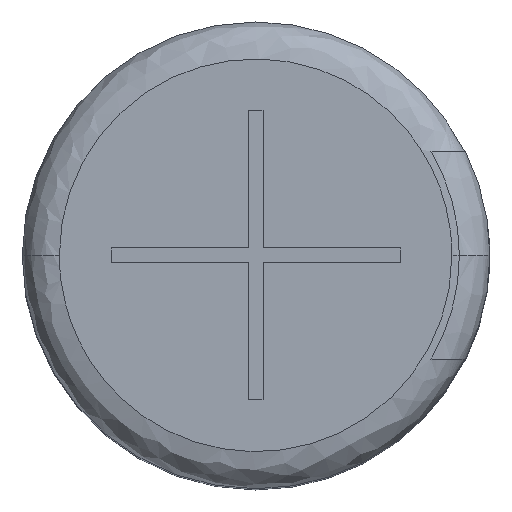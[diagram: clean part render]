
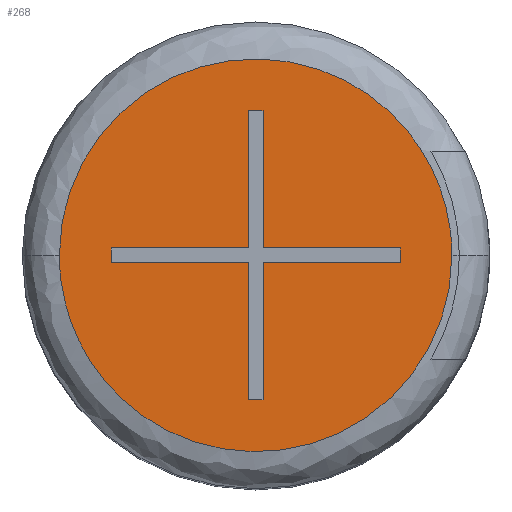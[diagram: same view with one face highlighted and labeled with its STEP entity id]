
A CAD part, top view. The second image highlights one B-rep face of the part: STEP entity #268.
In plain terms, the highlighted planar face has unit normal (0, 0, 1).
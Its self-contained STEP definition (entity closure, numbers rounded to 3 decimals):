
#30 = ORIENTED_EDGE ( 'NONE', *, *, #1177, .F. ) ;
#32 = CARTESIAN_POINT ( 'NONE',  ( 1.95, 0.1, 11. ) ) ;
#47 = EDGE_CURVE ( 'NONE', #582, #1549, #3042, .T. ) ;
#68 = VECTOR ( 'NONE', #1435, 1000. ) ;
#70 = ORIENTED_EDGE ( 'NONE', *, *, #103, .F. ) ;
#72 = LINE ( 'NONE', #396, #1291 ) ;
#75 = VERTEX_POINT ( 'NONE', #2480 ) ;
#95 = LINE ( 'NONE', #2883, #1632 ) ;
#103 = EDGE_CURVE ( 'NONE', #1877, #1325, #496, .T. ) ;
#155 = VECTOR ( 'NONE', #2413, 1000. ) ;
#191 = EDGE_CURVE ( 'NONE', #75, #3331, #1007, .T. ) ;
#207 = CARTESIAN_POINT ( 'NONE',  ( -0.1, 0., 11. ) ) ;
#230 = CARTESIAN_POINT ( 'NONE',  ( 0., 1.95, 11. ) ) ;
#235 = VECTOR ( 'NONE', #1096, 1000. ) ;
#246 = EDGE_CURVE ( 'NONE', #950, #381, #95, .T. ) ;
#268 = ADVANCED_FACE ( 'NONE', ( #882, #667 ), #3273, .F. ) ;
#312 = CARTESIAN_POINT ( 'NONE',  ( 0.1, 0.1, 11. ) ) ;
#381 = VERTEX_POINT ( 'NONE', #2516 ) ;
#396 = CARTESIAN_POINT ( 'NONE',  ( 0.1, 0., 11. ) ) ;
#404 = EDGE_CURVE ( 'NONE', #3019, #3183, #2576, .T. ) ;
#406 = LINE ( 'NONE', #2525, #235 ) ;
#418 = ORIENTED_EDGE ( 'NONE', *, *, #3346, .F. ) ;
#423 = VERTEX_POINT ( 'NONE', #32 ) ;
#474 = CARTESIAN_POINT ( 'NONE',  ( 2.65, 0., 11. ) ) ;
#496 = LINE ( 'NONE', #3561, #926 ) ;
#550 = DIRECTION ( 'NONE',  ( -1., 0., 0. ) ) ;
#572 = CARTESIAN_POINT ( 'NONE',  ( 1.95, -0.1, 11. ) ) ;
#579 = CARTESIAN_POINT ( 'NONE',  ( 2.65, 0., 11. ) ) ;
#582 = VERTEX_POINT ( 'NONE', #2631 ) ;
#667 = FACE_OUTER_BOUND ( 'NONE', #2740, .T. ) ;
#785 = EDGE_CURVE ( 'NONE', #1064, #950, #3513, .T. ) ;
#820 = CARTESIAN_POINT ( 'NONE',  ( 1.95, 0., 11. ) ) ;
#848 = ORIENTED_EDGE ( 'NONE', *, *, #404, .F. ) ;
#866 = CARTESIAN_POINT ( 'NONE',  ( -0.1, -0.1, 11. ) ) ;
#867 = VERTEX_POINT ( 'NONE', #312 ) ;
#882 = FACE_BOUND ( 'NONE', #972, .T. ) ;
#884 = ORIENTED_EDGE ( 'NONE', *, *, #1590, .F. ) ;
#896 = LINE ( 'NONE', #207, #155 ) ;
#926 = VECTOR ( 'NONE', #1072, 1000. ) ;
#938 = LINE ( 'NONE', #820, #68 ) ;
#950 = VERTEX_POINT ( 'NONE', #2858 ) ;
#954 = ORIENTED_EDGE ( 'NONE', *, *, #1032, .F. ) ;
#972 = EDGE_LOOP ( 'NONE', ( #70, #30, #1133, #884, #3429, #1826, #418, #2762, #2235, #954, #2423, #1018 ) ) ;
#1007 = LINE ( 'NONE', #1480, #1232 ) ;
#1018 = ORIENTED_EDGE ( 'NONE', *, *, #1351, .F. ) ;
#1032 = EDGE_CURVE ( 'NONE', #867, #1064, #1162, .T. ) ;
#1062 = DIRECTION ( 'NONE',  ( 1., 0., 0. ) ) ;
#1064 = VERTEX_POINT ( 'NONE', #1834 ) ;
#1072 = DIRECTION ( 'NONE',  ( 1., 0., 0. ) ) ;
#1091 = CARTESIAN_POINT ( 'NONE',  ( -2.65, 0., 11. ) ) ;
#1096 = DIRECTION ( 'NONE',  ( -1., 0., 0. ) ) ;
#1122 = CARTESIAN_POINT ( 'NONE',  ( -2.65, 0., 11. ) ) ;
#1133 = ORIENTED_EDGE ( 'NONE', *, *, #47, .F. ) ;
#1157 = CARTESIAN_POINT ( 'NONE',  ( 2.65, 0., 11. ) ) ;
#1162 = LINE ( 'NONE', #1173, #2466 ) ;
#1173 = CARTESIAN_POINT ( 'NONE',  ( 0.1, 0., 11. ) ) ;
#1177 = EDGE_CURVE ( 'NONE', #1549, #1877, #72, .T. ) ;
#1232 = VECTOR ( 'NONE', #1238, 1000. ) ;
#1238 = DIRECTION ( 'NONE',  ( 1., 0., 0. ) ) ;
#1291 = VECTOR ( 'NONE', #2688, 1000. ) ;
#1325 = VERTEX_POINT ( 'NONE', #572 ) ;
#1351 = EDGE_CURVE ( 'NONE', #1325, #423, #938, .T. ) ;
#1369 = VECTOR ( 'NONE', #1062, 1000. ) ;
#1435 = DIRECTION ( 'NONE',  ( 0., 1., 0. ) ) ;
#1460 = DIRECTION ( 'NONE',  ( -1., 0., 0. ) ) ;
#1480 = CARTESIAN_POINT ( 'NONE',  ( 0., -0.1, 11. ) ) ;
#1549 = VERTEX_POINT ( 'NONE', #2021 ) ;
#1590 = EDGE_CURVE ( 'NONE', #3331, #582, #896, .T. ) ;
#1632 = VECTOR ( 'NONE', #3509, 1000. ) ;
#1704 = CARTESIAN_POINT ( 'NONE',  ( 2.65, -5.3, 11. ) ) ;
#1797 = CARTESIAN_POINT ( 'NONE',  ( -1.95, 0.1, 11. ) ) ;
#1826 = ORIENTED_EDGE ( 'NONE', *, *, #3094, .F. ) ;
#1834 = CARTESIAN_POINT ( 'NONE',  ( 0.1, 1.95, 11. ) ) ;
#1877 = VERTEX_POINT ( 'NONE', #3396 ) ;
#2021 = CARTESIAN_POINT ( 'NONE',  ( 0.1, -1.95, 11. ) ) ;
#2119 = DIRECTION ( 'NONE',  ( 0., -1., 0. ) ) ;
#2145 = DIRECTION ( 'NONE',  ( 0., 1., 0. ) ) ;
#2215 = CARTESIAN_POINT ( 'NONE',  ( 2.65, 5.3, 11. ) ) ;
#2235 = ORIENTED_EDGE ( 'NONE', *, *, #785, .F. ) ;
#2284 = DIRECTION ( 'NONE',  ( 0., 1., 0. ) ) ;
#2413 = DIRECTION ( 'NONE',  ( 0., -1., 0. ) ) ;
#2423 = ORIENTED_EDGE ( 'NONE', *, *, #2736, .F. ) ;
#2438 = CARTESIAN_POINT ( 'NONE',  ( 0., 0., 11. ) ) ;
#2466 = VECTOR ( 'NONE', #2284, 1000. ) ;
#2480 = CARTESIAN_POINT ( 'NONE',  ( -1.95, -0.1, 11. ) ) ;
#2483 = LINE ( 'NONE', #3113, #3128 ) ;
#2516 = CARTESIAN_POINT ( 'NONE',  ( -0.1, 0.1, 11. ) ) ;
#2525 = CARTESIAN_POINT ( 'NONE',  ( 0., 0.1, 11. ) ) ;
#2536 = CARTESIAN_POINT ( 'NONE',  ( -2.65, -5.3, 11. ) ) ;
#2576 =( BOUNDED_CURVE ( )  B_SPLINE_CURVE ( 3, ( #1091, #2806, #2215, #579 ),
 .UNSPECIFIED., .F., .T. ) 
 B_SPLINE_CURVE_WITH_KNOTS ( ( 4, 4 ),
 ( 0.5, 1. ),
 .UNSPECIFIED. ) 
 CURVE ( )  GEOMETRIC_REPRESENTATION_ITEM ( )  RATIONAL_B_SPLINE_CURVE ( ( 1., 0.333, 0.333, 1. ) ) 
 REPRESENTATION_ITEM ( '' )  );
#2631 = CARTESIAN_POINT ( 'NONE',  ( -0.1, -1.95, 11. ) ) ;
#2643 = VECTOR ( 'NONE', #550, 1000. ) ;
#2688 = DIRECTION ( 'NONE',  ( 0., 1., 0. ) ) ;
#2702 =( BOUNDED_CURVE ( )  B_SPLINE_CURVE ( 3, ( #1157, #1704, #2536, #1122 ),
 .UNSPECIFIED., .F., .T. ) 
 B_SPLINE_CURVE_WITH_KNOTS ( ( 4, 4 ),
 ( 0., 0.5 ),
 .UNSPECIFIED. ) 
 CURVE ( )  GEOMETRIC_REPRESENTATION_ITEM ( )  RATIONAL_B_SPLINE_CURVE ( ( 1., 0.333, 0.333, 1. ) ) 
 REPRESENTATION_ITEM ( '' )  );
#2736 = EDGE_CURVE ( 'NONE', #423, #867, #406, .T. ) ;
#2740 = EDGE_LOOP ( 'NONE', ( #3434, #848 ) ) ;
#2754 = VECTOR ( 'NONE', #2119, 1000. ) ;
#2762 = ORIENTED_EDGE ( 'NONE', *, *, #246, .F. ) ;
#2806 = CARTESIAN_POINT ( 'NONE',  ( -2.65, 5.3, 11. ) ) ;
#2858 = CARTESIAN_POINT ( 'NONE',  ( -0.1, 1.95, 11. ) ) ;
#2883 = CARTESIAN_POINT ( 'NONE',  ( -0.1, 0., 11. ) ) ;
#2998 = DIRECTION ( 'NONE',  ( 0., 0., -1. ) ) ;
#3019 = VERTEX_POINT ( 'NONE', #3445 ) ;
#3042 = LINE ( 'NONE', #3285, #1369 ) ;
#3094 = EDGE_CURVE ( 'NONE', #3477, #75, #3488, .T. ) ;
#3113 = CARTESIAN_POINT ( 'NONE',  ( 0., 0.1, 11. ) ) ;
#3128 = VECTOR ( 'NONE', #1460, 1000. ) ;
#3183 = VERTEX_POINT ( 'NONE', #474 ) ;
#3273 = PLANE ( 'NONE',  #3444 ) ;
#3285 = CARTESIAN_POINT ( 'NONE',  ( 0., -1.95, 11. ) ) ;
#3294 = EDGE_CURVE ( 'NONE', #3183, #3019, #2702, .T. ) ;
#3331 = VERTEX_POINT ( 'NONE', #866 ) ;
#3346 = EDGE_CURVE ( 'NONE', #381, #3477, #2483, .T. ) ;
#3396 = CARTESIAN_POINT ( 'NONE',  ( 0.1, -0.1, 11. ) ) ;
#3429 = ORIENTED_EDGE ( 'NONE', *, *, #191, .F. ) ;
#3434 = ORIENTED_EDGE ( 'NONE', *, *, #3294, .F. ) ;
#3444 = AXIS2_PLACEMENT_3D ( 'NONE', #2438, #2998, #2145 ) ;
#3445 = CARTESIAN_POINT ( 'NONE',  ( -2.65, 0., 11. ) ) ;
#3477 = VERTEX_POINT ( 'NONE', #1797 ) ;
#3488 = LINE ( 'NONE', #3520, #2754 ) ;
#3509 = DIRECTION ( 'NONE',  ( 0., -1., 0. ) ) ;
#3513 = LINE ( 'NONE', #230, #2643 ) ;
#3520 = CARTESIAN_POINT ( 'NONE',  ( -1.95, 0., 11. ) ) ;
#3561 = CARTESIAN_POINT ( 'NONE',  ( 0., -0.1, 11. ) ) ;
